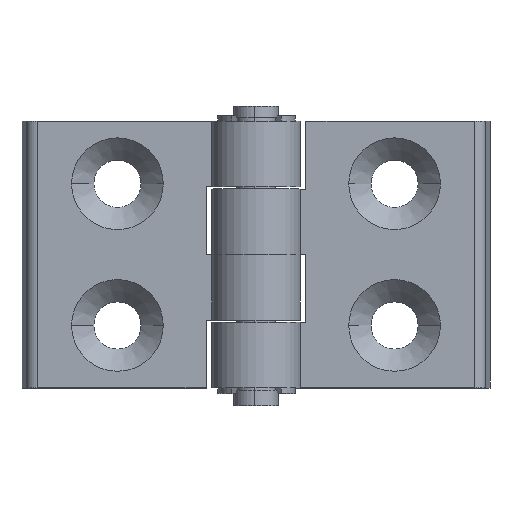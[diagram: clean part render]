
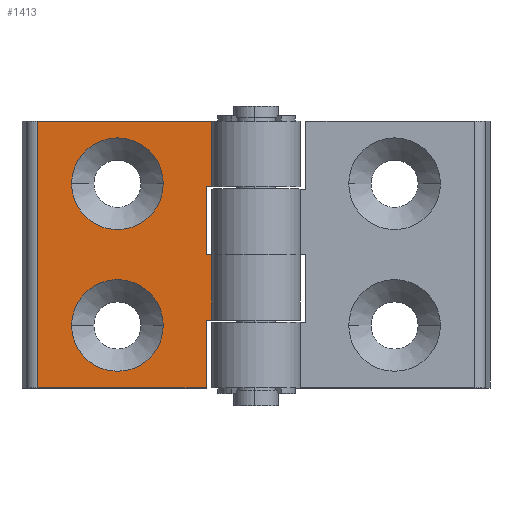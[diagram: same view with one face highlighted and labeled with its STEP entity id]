
A CAD part, top view. The second image highlights one B-rep face of the part: STEP entity #1413.
In plain terms, the highlighted planar face has unit normal (0, 0, 1).
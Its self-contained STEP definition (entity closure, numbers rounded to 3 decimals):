
#52 = VERTEX_POINT ( 'NONE', #2427 ) ;
#100 = AXIS2_PLACEMENT_3D ( 'NONE', #2119, #2770, #1207 ) ;
#107 = CARTESIAN_POINT ( 'NONE',  ( -0.3, 12.75, 3. ) ) ;
#112 = CARTESIAN_POINT ( 'NONE',  ( -8.55, 12.75, 3. ) ) ;
#115 = EDGE_CURVE ( 'NONE', #277, #2006, #1946, .T. ) ;
#137 = CARTESIAN_POINT ( 'NONE',  ( -17.25, -12.2, 3. ) ) ;
#244 = CARTESIAN_POINT ( 'NONE',  ( -16.25, 0., 3. ) ) ;
#277 = VERTEX_POINT ( 'NONE', #2009 ) ;
#302 = ORIENTED_EDGE ( 'NONE', *, *, #1845, .T. ) ;
#348 = EDGE_CURVE ( 'NONE', #2394, #2006, #2240, .T. ) ;
#349 = VERTEX_POINT ( 'NONE', #2512 ) ;
#350 = ORIENTED_EDGE ( 'NONE', *, *, #1687, .T. ) ;
#357 = ORIENTED_EDGE ( 'NONE', *, *, #1555, .F. ) ;
#374 = VECTOR ( 'NONE', #1194, 1000. ) ;
#383 = VERTEX_POINT ( 'NONE', #1166 ) ;
#384 = DIRECTION ( 'NONE',  ( 1., 0., 0. ) ) ;
#451 = DIRECTION ( 'NONE',  ( 1., 0., 0. ) ) ;
#463 = LINE ( 'NONE', #244, #623 ) ;
#483 = LINE ( 'NONE', #2673, #737 ) ;
#497 = CARTESIAN_POINT ( 'NONE',  ( -16.25, 11.8, 3. ) ) ;
#519 = FACE_OUTER_BOUND ( 'NONE', #1097, .T. ) ;
#527 = PLANE ( 'NONE',  #100 ) ;
#569 = AXIS2_PLACEMENT_3D ( 'NONE', #1772, #828, #663 ) ;
#584 = CARTESIAN_POINT ( 'NONE',  ( -8.55, -12.75, 3. ) ) ;
#588 = DIRECTION ( 'NONE',  ( 1., 0., 0. ) ) ;
#592 = VERTEX_POINT ( 'NONE', #809 ) ;
#596 = VERTEX_POINT ( 'NONE', #584 ) ;
#603 = VECTOR ( 'NONE', #1292, 1000. ) ;
#605 = VERTEX_POINT ( 'NONE', #112 ) ;
#623 = VECTOR ( 'NONE', #1446, 1000. ) ;
#652 = EDGE_CURVE ( 'NONE', #349, #277, #909, .T. ) ;
#663 = DIRECTION ( 'NONE',  ( 1., 0., 0. ) ) ;
#716 = EDGE_CURVE ( 'NONE', #2480, #383, #2385, .T. ) ;
#737 = VECTOR ( 'NONE', #451, 1000. ) ;
#772 = AXIS2_PLACEMENT_3D ( 'NONE', #845, #2658, #1329 ) ;
#802 = CIRCLE ( 'NONE', #1395, 8.25 ) ;
#809 = CARTESIAN_POINT ( 'NONE',  ( 7.95, 12.75, 3. ) ) ;
#828 = DIRECTION ( 'NONE',  ( 0., 0., -1. ) ) ;
#845 = CARTESIAN_POINT ( 'NONE',  ( -0.3, -12.75, 3. ) ) ;
#895 = DIRECTION ( 'NONE',  ( 0., 1., 0. ) ) ;
#900 = AXIS2_PLACEMENT_3D ( 'NONE', #1552, #1566, #384 ) ;
#906 = CARTESIAN_POINT ( 'NONE',  ( 14.09, 0., 3. ) ) ;
#909 = LINE ( 'NONE', #2936, #1969 ) ;
#915 = CIRCLE ( 'NONE', #900, 8.25 ) ;
#932 = ORIENTED_EDGE ( 'NONE', *, *, #2174, .T. ) ;
#933 = ORIENTED_EDGE ( 'NONE', *, *, #1739, .T. ) ;
#1025 = FACE_BOUND ( 'NONE', #2909, .T. ) ;
#1076 = ORIENTED_EDGE ( 'NONE', *, *, #2845, .T. ) ;
#1097 = EDGE_LOOP ( 'NONE', ( #933, #2325, #1076, #932, #1590, #2912, #1873, #2471, #2889, #1180 ) ) ;
#1127 = FACE_BOUND ( 'NONE', #2252, .T. ) ;
#1162 = VECTOR ( 'NONE', #1489, 1000. ) ;
#1166 = CARTESIAN_POINT ( 'NONE',  ( 14.09, 24., 3. ) ) ;
#1169 = CARTESIAN_POINT ( 'NONE',  ( -16.25, -12.2, 3. ) ) ;
#1180 = ORIENTED_EDGE ( 'NONE', *, *, #1544, .T. ) ;
#1194 = DIRECTION ( 'NONE',  ( 1., 0., 0. ) ) ;
#1207 = DIRECTION ( 'NONE',  ( 1., 0., 0. ) ) ;
#1214 = VECTOR ( 'NONE', #895, 1000. ) ;
#1292 = DIRECTION ( 'NONE',  ( -1., 0., 0. ) ) ;
#1329 = DIRECTION ( 'NONE',  ( 1., 0., 0. ) ) ;
#1395 = AXIS2_PLACEMENT_3D ( 'NONE', #107, #2349, #1724 ) ;
#1413 = ADVANCED_FACE ( 'NONE', ( #1025, #1127, #519 ), #527, .T. ) ;
#1446 = DIRECTION ( 'NONE',  ( 0., -1., 0. ) ) ;
#1489 = DIRECTION ( 'NONE',  ( 0., -1., 0. ) ) ;
#1493 = CIRCLE ( 'NONE', #569, 8.25 ) ;
#1529 = LINE ( 'NONE', #1733, #1162 ) ;
#1544 = EDGE_CURVE ( 'NONE', #2394, #2104, #1529, .T. ) ;
#1552 = CARTESIAN_POINT ( 'NONE',  ( -0.3, 12.75, 3. ) ) ;
#1555 = EDGE_CURVE ( 'NONE', #592, #605, #802, .T. ) ;
#1566 = DIRECTION ( 'NONE',  ( 0., 0., 1. ) ) ;
#1590 = ORIENTED_EDGE ( 'NONE', *, *, #2514, .F. ) ;
#1635 = CARTESIAN_POINT ( 'NONE',  ( -16.25, 24., 3. ) ) ;
#1662 = CARTESIAN_POINT ( 'NONE',  ( -17.25, -24., 3. ) ) ;
#1687 = EDGE_CURVE ( 'NONE', #596, #2080, #1493, .T. ) ;
#1711 = DIRECTION ( 'NONE',  ( 1., 0., 0. ) ) ;
#1724 = DIRECTION ( 'NONE',  ( 1., 0., 0. ) ) ;
#1728 = CIRCLE ( 'NONE', #772, 8.25 ) ;
#1733 = CARTESIAN_POINT ( 'NONE',  ( -17.25, 24., 3. ) ) ;
#1739 = EDGE_CURVE ( 'NONE', #2104, #2480, #1965, .T. ) ;
#1743 = ORIENTED_EDGE ( 'NONE', *, *, #2865, .F. ) ;
#1772 = CARTESIAN_POINT ( 'NONE',  ( -0.3, -12.75, 3. ) ) ;
#1789 = DIRECTION ( 'NONE',  ( 0., -1., 0. ) ) ;
#1795 = VECTOR ( 'NONE', #1711, 1000. ) ;
#1845 = EDGE_CURVE ( 'NONE', #2080, #596, #1728, .T. ) ;
#1873 = ORIENTED_EDGE ( 'NONE', *, *, #652, .T. ) ;
#1946 = LINE ( 'NONE', #2196, #2004 ) ;
#1949 = CARTESIAN_POINT ( 'NONE',  ( -17.25, 24., 3. ) ) ;
#1953 = VECTOR ( 'NONE', #2044, 1000. ) ;
#1965 = LINE ( 'NONE', #2611, #1795 ) ;
#1969 = VECTOR ( 'NONE', #588, 1000. ) ;
#2004 = VECTOR ( 'NONE', #1789, 1000. ) ;
#2006 = VERTEX_POINT ( 'NONE', #1169 ) ;
#2009 = CARTESIAN_POINT ( 'NONE',  ( -16.25, 0., 3. ) ) ;
#2044 = DIRECTION ( 'NONE',  ( 0., -1., 0. ) ) ;
#2080 = VERTEX_POINT ( 'NONE', #2333 ) ;
#2104 = VERTEX_POINT ( 'NONE', #1662 ) ;
#2119 = CARTESIAN_POINT ( 'NONE',  ( 0., 0., 3. ) ) ;
#2174 = EDGE_CURVE ( 'NONE', #2749, #2598, #463, .T. ) ;
#2196 = CARTESIAN_POINT ( 'NONE',  ( -16.25, 0., 3. ) ) ;
#2240 = LINE ( 'NONE', #2501, #374 ) ;
#2252 = EDGE_LOOP ( 'NONE', ( #357, #1743 ) ) ;
#2325 = ORIENTED_EDGE ( 'NONE', *, *, #716, .T. ) ;
#2333 = CARTESIAN_POINT ( 'NONE',  ( 7.95, -12.75, 3. ) ) ;
#2349 = DIRECTION ( 'NONE',  ( 0., 0., 1. ) ) ;
#2385 = LINE ( 'NONE', #906, #1214 ) ;
#2394 = VERTEX_POINT ( 'NONE', #137 ) ;
#2427 = CARTESIAN_POINT ( 'NONE',  ( -17.25, 11.8, 3. ) ) ;
#2432 = CARTESIAN_POINT ( 'NONE',  ( 14.09, -24., 3. ) ) ;
#2433 = CARTESIAN_POINT ( 'NONE',  ( -17.25, 24., 3. ) ) ;
#2471 = ORIENTED_EDGE ( 'NONE', *, *, #115, .T. ) ;
#2480 = VERTEX_POINT ( 'NONE', #2432 ) ;
#2501 = CARTESIAN_POINT ( 'NONE',  ( 0., -12.2, 3. ) ) ;
#2512 = CARTESIAN_POINT ( 'NONE',  ( -17.25, 0., 3. ) ) ;
#2514 = EDGE_CURVE ( 'NONE', #52, #2598, #483, .T. ) ;
#2538 = LINE ( 'NONE', #1949, #603 ) ;
#2544 = LINE ( 'NONE', #2433, #1953 ) ;
#2598 = VERTEX_POINT ( 'NONE', #497 ) ;
#2611 = CARTESIAN_POINT ( 'NONE',  ( -17.25, -24., 3. ) ) ;
#2658 = DIRECTION ( 'NONE',  ( 0., 0., -1. ) ) ;
#2673 = CARTESIAN_POINT ( 'NONE',  ( 0., 11.8, 3. ) ) ;
#2749 = VERTEX_POINT ( 'NONE', #1635 ) ;
#2758 = EDGE_CURVE ( 'NONE', #52, #349, #2544, .T. ) ;
#2770 = DIRECTION ( 'NONE',  ( 0., 0., 1. ) ) ;
#2845 = EDGE_CURVE ( 'NONE', #383, #2749, #2538, .T. ) ;
#2865 = EDGE_CURVE ( 'NONE', #605, #592, #915, .T. ) ;
#2889 = ORIENTED_EDGE ( 'NONE', *, *, #348, .F. ) ;
#2909 = EDGE_LOOP ( 'NONE', ( #302, #350 ) ) ;
#2912 = ORIENTED_EDGE ( 'NONE', *, *, #2758, .T. ) ;
#2936 = CARTESIAN_POINT ( 'NONE',  ( 0., 0., 3. ) ) ;
